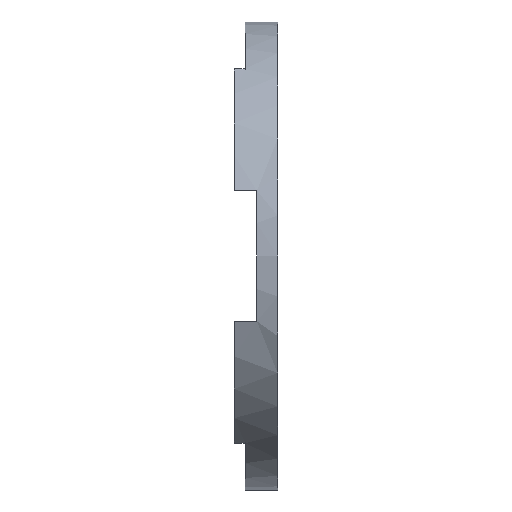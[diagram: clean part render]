
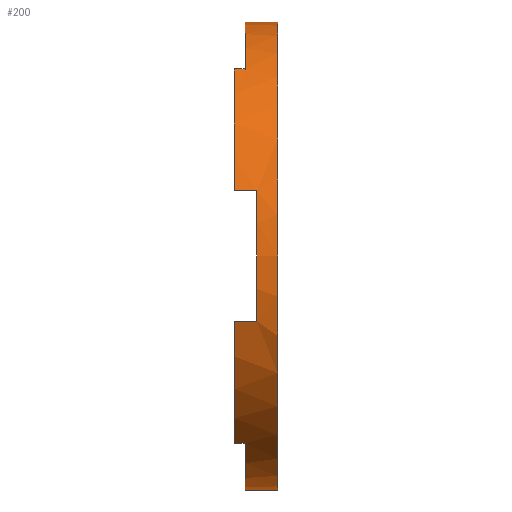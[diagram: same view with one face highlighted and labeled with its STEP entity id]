
A CAD part, left-side view. The second image highlights one B-rep face of the part: STEP entity #200.
In plain terms, the highlighted cylindrical face has radius 68.707 mm (diameter 137.414 mm), a partial arc.
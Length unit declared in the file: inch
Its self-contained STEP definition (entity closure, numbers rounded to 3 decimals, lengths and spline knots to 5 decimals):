
#8 = LINE ( 'NONE', #540, #543 ) ;
#10 = CARTESIAN_POINT ( 'NONE',  ( -1.625, 0.125, 2.1625 ) ) ;
#12 = CARTESIAN_POINT ( 'NONE',  ( -2.5975, 0.25, 0.755 ) ) ;
#14 = DIRECTION ( 'NONE',  ( 0., -1., 0. ) ) ;
#32 = VERTEX_POINT ( 'NONE', #80 ) ;
#34 = AXIS2_PLACEMENT_3D ( 'NONE', #645, #192, #198 ) ;
#38 = CYLINDRICAL_SURFACE ( 'NONE', #380, 2.705 ) ;
#45 = EDGE_CURVE ( 'NONE', #382, #462, #612, .T. ) ;
#72 = VERTEX_POINT ( 'NONE', #10 ) ;
#80 = CARTESIAN_POINT ( 'NONE',  ( 0., 0.125, -2.705 ) ) ;
#96 = CIRCLE ( 'NONE', #421, 2.705 ) ;
#97 = LINE ( 'NONE', #377, #396 ) ;
#99 = EDGE_LOOP ( 'NONE', ( #201, #425, #506, #223, #439, #643, #235, #284, #697, #704, #394, #673 ) ) ;
#100 = DIRECTION ( 'NONE',  ( 0., 0., 1. ) ) ;
#108 = VECTOR ( 'NONE', #503, 39.37008 ) ;
#121 = CARTESIAN_POINT ( 'NONE',  ( -1.625, 0.125, -2.1625 ) ) ;
#122 = CARTESIAN_POINT ( 'NONE',  ( -1.625, 0.25, 2.1625 ) ) ;
#125 = DIRECTION ( 'NONE',  ( 0., 1., 0. ) ) ;
#131 = VERTEX_POINT ( 'NONE', #242 ) ;
#133 = CARTESIAN_POINT ( 'NONE',  ( 0., -0.25, -2.705 ) ) ;
#148 = DIRECTION ( 'NONE',  ( 0., 0., -1. ) ) ;
#153 = LINE ( 'NONE', #699, #471 ) ;
#174 = EDGE_CURVE ( 'NONE', #547, #374, #333, .T. ) ;
#177 = CIRCLE ( 'NONE', #252, 2.705 ) ;
#191 = CARTESIAN_POINT ( 'NONE',  ( -2.5975, 0.25, -0.755 ) ) ;
#192 = DIRECTION ( 'NONE',  ( 0., -1., 0. ) ) ;
#198 = DIRECTION ( 'NONE',  ( 0., 0., -1. ) ) ;
#200 = ADVANCED_FACE ( 'NONE', ( #317 ), #38, .T. ) ;
#201 = ORIENTED_EDGE ( 'NONE', *, *, #510, .F. ) ;
#211 = AXIS2_PLACEMENT_3D ( 'NONE', #426, #372, #245 ) ;
#223 = ORIENTED_EDGE ( 'NONE', *, *, #341, .F. ) ;
#226 = CARTESIAN_POINT ( 'NONE',  ( 0., -0.25, 2.705 ) ) ;
#235 = ORIENTED_EDGE ( 'NONE', *, *, #319, .T. ) ;
#236 = LINE ( 'NONE', #690, #509 ) ;
#242 = CARTESIAN_POINT ( 'NONE',  ( -1.625, 0.125, -2.1625 ) ) ;
#245 = DIRECTION ( 'NONE',  ( 0., 0., 1. ) ) ;
#252 = AXIS2_PLACEMENT_3D ( 'NONE', #616, #659, #100 ) ;
#254 = VERTEX_POINT ( 'NONE', #442 ) ;
#258 = DIRECTION ( 'NONE',  ( 0., 0., 1. ) ) ;
#266 = DIRECTION ( 'NONE',  ( 0., -1., 0. ) ) ;
#282 = EDGE_CURVE ( 'NONE', #32, #382, #97, .T. ) ;
#284 = ORIENTED_EDGE ( 'NONE', *, *, #689, .F. ) ;
#317 = FACE_OUTER_BOUND ( 'NONE', #99, .T. ) ;
#319 = EDGE_CURVE ( 'NONE', #606, #478, #153, .T. ) ;
#321 = VERTEX_POINT ( 'NONE', #122 ) ;
#327 = DIRECTION ( 'NONE',  ( 0., -1., 0. ) ) ;
#333 = LINE ( 'NONE', #554, #108 ) ;
#336 = EDGE_CURVE ( 'NONE', #131, #32, #675, .T. ) ;
#341 = EDGE_CURVE ( 'NONE', #374, #321, #725, .T. ) ;
#353 = CARTESIAN_POINT ( 'NONE',  ( -2.5975, -0.01, 0.755 ) ) ;
#355 = CARTESIAN_POINT ( 'NONE',  ( 0., -0.25, 0. ) ) ;
#372 = DIRECTION ( 'NONE',  ( 0., 1., 0. ) ) ;
#374 = VERTEX_POINT ( 'NONE', #12 ) ;
#377 = CARTESIAN_POINT ( 'NONE',  ( 0., 0.25, -2.705 ) ) ;
#379 = DIRECTION ( 'NONE',  ( 0., 0., 1. ) ) ;
#380 = AXIS2_PLACEMENT_3D ( 'NONE', #546, #266, #148 ) ;
#382 = VERTEX_POINT ( 'NONE', #133 ) ;
#385 = AXIS2_PLACEMENT_3D ( 'NONE', #355, #708, #258 ) ;
#394 = ORIENTED_EDGE ( 'NONE', *, *, #282, .T. ) ;
#396 = VECTOR ( 'NONE', #327, 39.37008 ) ;
#410 = CIRCLE ( 'NONE', #602, 2.705 ) ;
#416 = DIRECTION ( 'NONE',  ( 0., 1., 0. ) ) ;
#420 = DIRECTION ( 'NONE',  ( 0., 1., 0. ) ) ;
#421 = AXIS2_PLACEMENT_3D ( 'NONE', #444, #433, #379 ) ;
#425 = ORIENTED_EDGE ( 'NONE', *, *, #693, .F. ) ;
#426 = CARTESIAN_POINT ( 'NONE',  ( 0., 0.25, 0. ) ) ;
#433 = DIRECTION ( 'NONE',  ( 0., 1., 0. ) ) ;
#439 = ORIENTED_EDGE ( 'NONE', *, *, #174, .F. ) ;
#440 = CARTESIAN_POINT ( 'NONE',  ( -2.5975, -0.01, -0.755 ) ) ;
#442 = CARTESIAN_POINT ( 'NONE',  ( -1.625, 0.25, -2.1625 ) ) ;
#444 = CARTESIAN_POINT ( 'NONE',  ( 0., 0.125, 0. ) ) ;
#458 = VERTEX_POINT ( 'NONE', #736 ) ;
#462 = VERTEX_POINT ( 'NONE', #226 ) ;
#466 = CARTESIAN_POINT ( 'NONE',  ( 0., -0.01, 0. ) ) ;
#471 = VECTOR ( 'NONE', #416, 39.37008 ) ;
#478 = VERTEX_POINT ( 'NONE', #191 ) ;
#485 = DIRECTION ( 'NONE',  ( 0., 1., 0. ) ) ;
#486 = EDGE_CURVE ( 'NONE', #606, #547, #410, .T. ) ;
#491 = EDGE_CURVE ( 'NONE', #131, #254, #705, .T. ) ;
#503 = DIRECTION ( 'NONE',  ( 0., 1., 0. ) ) ;
#506 = ORIENTED_EDGE ( 'NONE', *, *, #531, .T. ) ;
#509 = VECTOR ( 'NONE', #125, 39.37008 ) ;
#510 = EDGE_CURVE ( 'NONE', #458, #462, #8, .T. ) ;
#531 = EDGE_CURVE ( 'NONE', #72, #321, #236, .T. ) ;
#540 = CARTESIAN_POINT ( 'NONE',  ( 0., 0.25, 2.705 ) ) ;
#543 = VECTOR ( 'NONE', #14, 39.37008 ) ;
#546 = CARTESIAN_POINT ( 'NONE',  ( 0., 0.25, 0. ) ) ;
#547 = VERTEX_POINT ( 'NONE', #353 ) ;
#554 = CARTESIAN_POINT ( 'NONE',  ( -2.5975, -0.01, 0.755 ) ) ;
#602 = AXIS2_PLACEMENT_3D ( 'NONE', #466, #420, #648 ) ;
#606 = VERTEX_POINT ( 'NONE', #440 ) ;
#612 = CIRCLE ( 'NONE', #385, 2.705 ) ;
#616 = CARTESIAN_POINT ( 'NONE',  ( 0., 0.25, 0. ) ) ;
#643 = ORIENTED_EDGE ( 'NONE', *, *, #486, .F. ) ;
#645 = CARTESIAN_POINT ( 'NONE',  ( 0., 0.125, 0. ) ) ;
#648 = DIRECTION ( 'NONE',  ( 0., 0., 1. ) ) ;
#659 = DIRECTION ( 'NONE',  ( 0., 1., 0. ) ) ;
#673 = ORIENTED_EDGE ( 'NONE', *, *, #45, .T. ) ;
#675 = CIRCLE ( 'NONE', #34, 2.705 ) ;
#689 = EDGE_CURVE ( 'NONE', #254, #478, #177, .T. ) ;
#690 = CARTESIAN_POINT ( 'NONE',  ( -1.625, 0.125, 2.1625 ) ) ;
#693 = EDGE_CURVE ( 'NONE', #72, #458, #96, .T. ) ;
#697 = ORIENTED_EDGE ( 'NONE', *, *, #491, .F. ) ;
#699 = CARTESIAN_POINT ( 'NONE',  ( -2.5975, -0.01, -0.755 ) ) ;
#704 = ORIENTED_EDGE ( 'NONE', *, *, #336, .T. ) ;
#705 = LINE ( 'NONE', #121, #707 ) ;
#707 = VECTOR ( 'NONE', #485, 39.37008 ) ;
#708 = DIRECTION ( 'NONE',  ( 0., 1., 0. ) ) ;
#725 = CIRCLE ( 'NONE', #211, 2.705 ) ;
#736 = CARTESIAN_POINT ( 'NONE',  ( 0., 0.125, 2.705 ) ) ;
